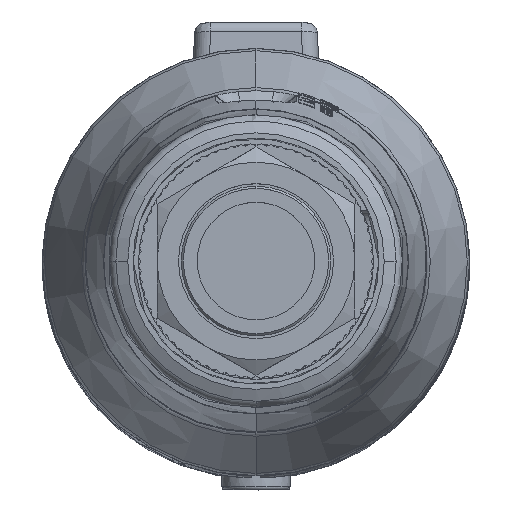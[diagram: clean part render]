
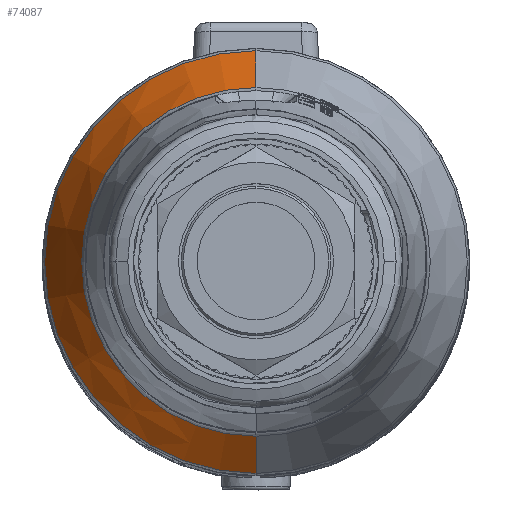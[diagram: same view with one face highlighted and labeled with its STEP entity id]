
A CAD part, top view. The second image highlights one B-rep face of the part: STEP entity #74087.
In plain terms, the highlighted conical face has half-angle 24.422 degrees and reference radius 18.045 mm.
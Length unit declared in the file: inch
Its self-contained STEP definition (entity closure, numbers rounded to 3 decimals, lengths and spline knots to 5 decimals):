
#22292=CARTESIAN_POINT('',(0.,0.,0.14502));
#22293=DIRECTION('',(0.,0.,1.));
#22294=DIRECTION('',(0.,1.,0.));
#22295=AXIS2_PLACEMENT_3D('',#22292,#22293,#22294);
#22297=DIRECTION('',(0.,-0.413,0.911));
#22298=VECTOR('',#22297,0.32977);
#22299=CARTESIAN_POINT('',(0.,0.7786,
0.14502));
#22300=LINE('',#22299,#22298);
#22301=DIRECTION('',(0.,0.413,0.911));
#22302=VECTOR('',#22301,0.32977);
#22303=CARTESIAN_POINT('',(0.,-0.7786,
0.14502));
#22304=LINE('',#22303,#22302);
#22320=CARTESIAN_POINT('',(0.,0.,0.44529));
#22321=DIRECTION('',(0.,0.,-1.));
#22322=DIRECTION('',(0.,-1.,0.));
#22323=AXIS2_PLACEMENT_3D('',#22320,#22321,#22322);
#40451=CARTESIAN_POINT('',(0.,0.7786,
0.14502));
#40452=CARTESIAN_POINT('',(0.,0.64225,
0.44529));
#40453=VERTEX_POINT('',#40451);
#40454=VERTEX_POINT('',#40452);
#40455=CARTESIAN_POINT('',(0.,-0.64225,0.44529));
#40456=VERTEX_POINT('',#40455);
#40457=CARTESIAN_POINT('',(0.,-0.7786,
0.14502));
#40458=VERTEX_POINT('',#40457);
#74073=CARTESIAN_POINT('',(0.,0.,0.29516));
#74074=DIRECTION('',(0.,0.,-1.));
#74075=DIRECTION('',(0.,-1.,0.));
#74076=AXIS2_PLACEMENT_3D('',#74073,#74074,#74075);
#74077=CONICAL_SURFACE('',#74076,0.71042,24.422);
#74078=ORIENTED_EDGE('',*,*,#74067,.F.);
#74080=ORIENTED_EDGE('',*,*,#74079,.T.);
#74082=ORIENTED_EDGE('',*,*,#74081,.F.);
#74084=ORIENTED_EDGE('',*,*,#74083,.F.);
#74085=EDGE_LOOP('',(#74078,#74080,#74082,#74084));
#74086=FACE_OUTER_BOUND('',#74085,.F.);
#22296=CIRCLE('',#22295,0.7786);
#22324=CIRCLE('',#22323,0.64225);
#74067=EDGE_CURVE('',#40453,#40458,#22296,.T.);
#74079=EDGE_CURVE('',#40453,#40454,#22300,.T.);
#74081=EDGE_CURVE('',#40456,#40454,#22324,.T.);
#74083=EDGE_CURVE('',#40458,#40456,#22304,.T.);
#74087=ADVANCED_FACE('',(#74086),#74077,.T.);
